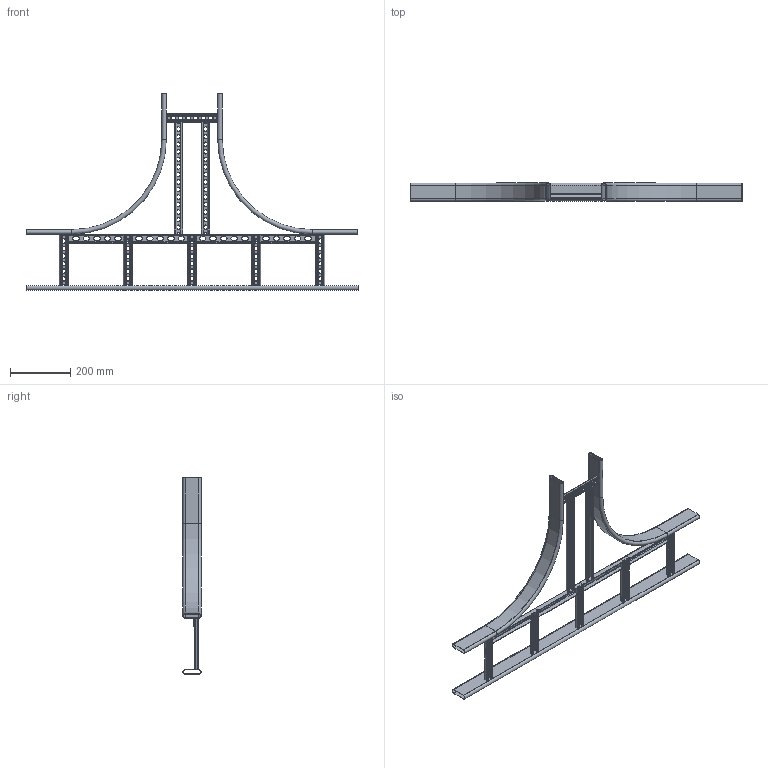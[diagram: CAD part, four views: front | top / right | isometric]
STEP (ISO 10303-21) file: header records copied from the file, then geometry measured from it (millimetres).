
FILE_DESCRIPTION (( 'STEP AP203' ), '1' );
FILE_NAME ('11-02-3001.STEP', '2013-06-18T10:38:22', ( 'asennus' ), ( '' ), 'SwSTEP 2.0', 'SolidWorks 2013', '' );
FILE_SCHEMA (( 'CONFIG_CONTROL_DESIGN' ));
Length unit declared in the file: millimetre
Products named in the file (1): 11-02-3001
Bounding box: 1100 x 60 x 650 mm (x, y, z)
Volume: 552156.7 mm3; surface area: 1030931.1 mm2
Topology: 12 solids, 12 shells, 946 faces, 2310 edges, 1388 vertices
Faces by surface type: plane 588, cylinder 340, bspline 10, torus 8
Entity records: 27943 total; most frequent: CARTESIAN_POINT 5053, DIRECTION 4808, ORIENTED_EDGE 4620, EDGE_CURVE 2310, LINE 1606, VECTOR 1606, AXIS2_PLACEMENT_3D 1601, VERTEX_POINT 1388
